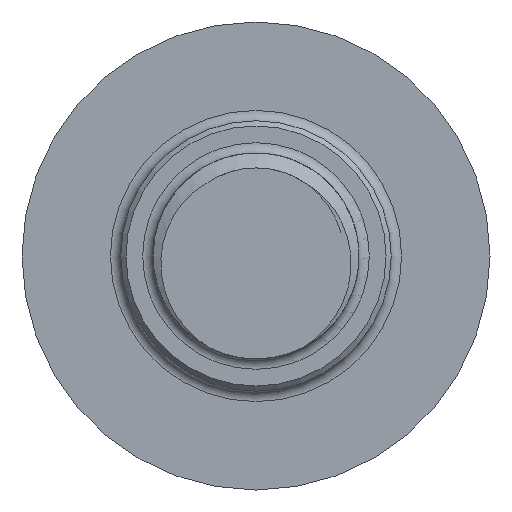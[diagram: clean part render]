
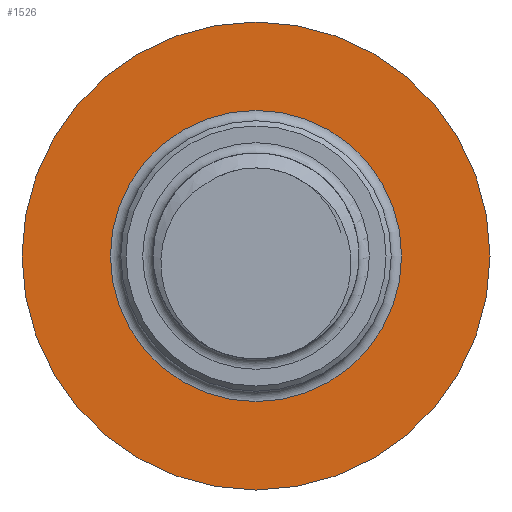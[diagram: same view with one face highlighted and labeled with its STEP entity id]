
A CAD part, left-side view. The second image highlights one B-rep face of the part: STEP entity #1526.
In plain terms, the highlighted planar face has unit normal (-1, 0, 0).
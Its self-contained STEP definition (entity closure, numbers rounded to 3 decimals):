
#19=FACE_BOUND('',#208,.T.);
#40=PLANE('',#1648);
#119=FACE_OUTER_BOUND('',#207,.T.);
#207=EDGE_LOOP('',(#1287));
#208=EDGE_LOOP('',(#1288));
#240=CIRCLE('',#1641,14.);
#246=CIRCLE('',#1649,22.5);
#664=VERTEX_POINT('',#7670);
#669=VERTEX_POINT('',#7684);
#887=EDGE_CURVE('',#664,#664,#240,.T.);
#894=EDGE_CURVE('',#669,#669,#246,.T.);
#1287=ORIENTED_EDGE('',*,*,#894,.T.);
#1288=ORIENTED_EDGE('',*,*,#887,.F.);
#1526=ADVANCED_FACE('',(#119,#19),#40,.F.);
#1641=AXIS2_PLACEMENT_3D('',#7671,#1914,#1915);
#1648=AXIS2_PLACEMENT_3D('',#7683,#1929,#1930);
#1649=AXIS2_PLACEMENT_3D('',#7685,#1931,#1932);
#1914=DIRECTION('center_axis',(-1.,0.,0.));
#1915=DIRECTION('ref_axis',(0.,1.,0.));
#1929=DIRECTION('center_axis',(1.,0.,0.));
#1930=DIRECTION('ref_axis',(0.,1.,0.));
#1931=DIRECTION('center_axis',(-1.,0.,0.));
#1932=DIRECTION('ref_axis',(0.,1.,0.));
#7670=CARTESIAN_POINT('',(50.,0.,-14.));
#7671=CARTESIAN_POINT('Origin',(50.,0.,0.));
#7683=CARTESIAN_POINT('Origin',(50.,0.,0.));
#7684=CARTESIAN_POINT('',(50.,-22.5,0.));
#7685=CARTESIAN_POINT('Origin',(50.,0.,0.));
